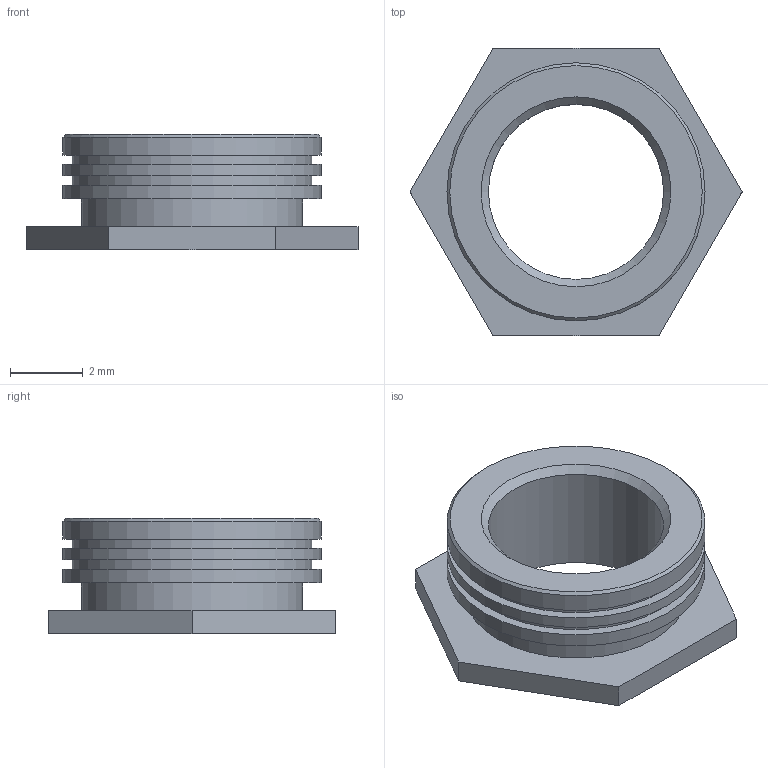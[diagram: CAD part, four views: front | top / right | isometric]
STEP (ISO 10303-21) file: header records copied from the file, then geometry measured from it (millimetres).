
FILE_DESCRIPTION((''),'2;1');
FILE_NAME('SO-032-4-ZI.stp','2012-07-02T09:21:15',('stlaus'),(''),'Autodesk Inventor 2011','Autodesk Inventor 2011','');
FILE_SCHEMA(('AUTOMOTIVE_DESIGN { 1 0 10303 214 1 1 1 1 }'));
Length unit declared in the file: inch
Products named in the file (2): Assembly1; SO-032-4 PEM THRU HOLE THD  STANDOFF
Assembly tree (1 placements, depth 2):
  Assembly1
    SO-032-4 PEM THRU HOLE THD  STANDOFF
Bounding box: 9.15 x 7.92 x 3.17 mm (x, y, z)
Volume: 66.2 mm3; surface area: 231.5 mm2
Topology: 1 solids, 1 shells, 23 faces, 45 edges, 30 vertices
Faces by surface type: plane 14, cylinder 7, cone 2
Full cylindrical faces by diameter (mm): 4.826 x1, 6.096 x1, 6.604 x2, 7.112 x3
Entity records: 592 total; most frequent: DIRECTION 102, CARTESIAN_POINT 88, ORIENTED_EDGE 68, AXIS2_PLACEMENT_3D 42, EDGE_LOOP 40, EDGE_CURVE 34, VERTEX_POINT 28, FACE_OUTER_BOUND 23
